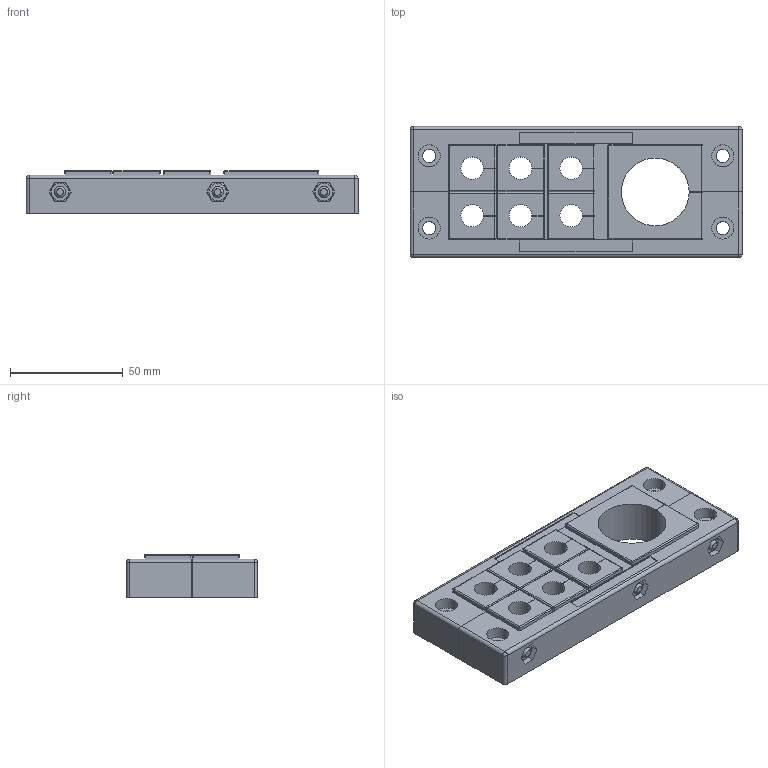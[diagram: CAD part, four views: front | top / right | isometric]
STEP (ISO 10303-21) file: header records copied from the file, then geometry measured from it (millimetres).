
FILE_DESCRIPTION(('STEP AP242'),'1');
FILE_NAME('42247.stp','2020-06-03T12:57:21',('TraceParts'),('TraceParts S.A.'),'Spatial InterOp 3D',' ',' ');
FILE_SCHEMA(('AP242_MANAGED_MODEL_BASED_3D_ENGINEERING_MIM_LF {1 0 10303 442 1 1 4}'));
Length unit declared in the file: millimetre
Products named in the file (1): 42247_1
Bounding box: 147 x 58 x 19 mm (x, y, z)
Volume: 132523.7 mm3; surface area: 59794.8 mm2
Topology: 14 solids, 14 shells, 468 faces, 1142 edges, 684 vertices
Faces by surface type: plane 245, cylinder 155, sphere 32, cone 30, torus 6
Entity records: 13541 total; most frequent: CARTESIAN_POINT 2534, DIRECTION 2328, ORIENTED_EDGE 2220, EDGE_CURVE 1110, AXIS2_PLACEMENT_3D 798, LINE 732, VECTOR 732, VERTEX_POINT 684
